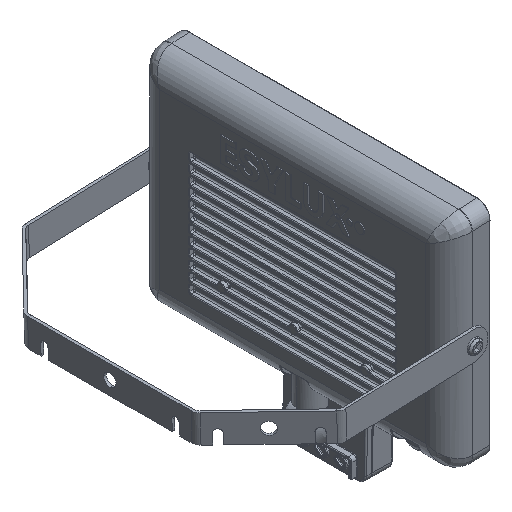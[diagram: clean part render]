
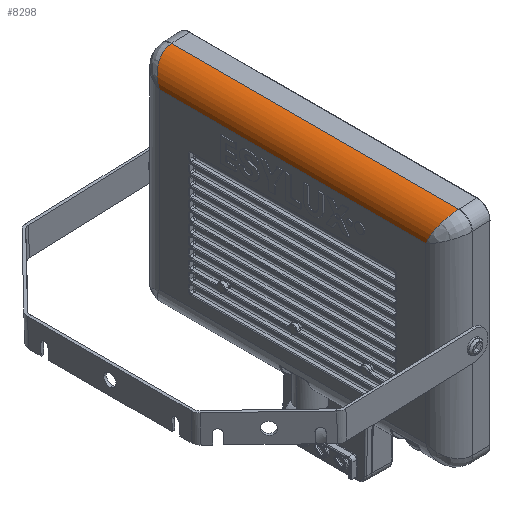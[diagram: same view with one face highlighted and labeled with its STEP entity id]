
A CAD part, isometric view. The second image highlights one B-rep face of the part: STEP entity #8298.
In plain terms, the highlighted cylindrical face has radius 18 mm (diameter 36 mm), a partial arc.
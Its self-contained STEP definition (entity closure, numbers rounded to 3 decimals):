
#3063=CARTESIAN_POINT('Vertex',(-31.5,102.,65.918)) ;
#3070=CARTESIAN_POINT('Vertex',(-31.5,-102.,65.918)) ;
#3073=CARTESIAN_POINT('Line Origine',(-31.5,0.,65.918)) ;
#8250=CARTESIAN_POINT('Axis2P3D Location',(-13.5,-0.002,65.918)) ;
#8256=CARTESIAN_POINT('Control Point',(-31.5,-102.,65.918)) ;
#8257=CARTESIAN_POINT('Control Point',(-31.5,-102.757,67.621)) ;
#8258=CARTESIAN_POINT('Control Point',(-31.299,-103.514,69.324)) ;
#8259=CARTESIAN_POINT('Control Point',(-30.896,-104.26,71.001)) ;
#8260=CARTESIAN_POINT('Control Point',(-29.757,-105.624,74.071)) ;
#8261=CARTESIAN_POINT('Control Point',(-27.932,-106.857,76.845)) ;
#8262=CARTESIAN_POINT('Control Point',(-26.924,-107.399,78.065)) ;
#8263=CARTESIAN_POINT('Control Point',(-24.209,-108.57,80.699)) ;
#8264=CARTESIAN_POINT('Control Point',(-20.81,-109.413,82.596)) ;
#8265=CARTESIAN_POINT('Control Point',(-18.66,-109.765,83.389)) ;
#8266=CARTESIAN_POINT('Control Point',(-16.401,-109.96,83.827)) ;
#8267=CARTESIAN_POINT('Control Point',(-14.128,-109.995,83.907)) ;
#8268=CARTESIAN_POINT('Vertex',(-14.128,-109.995,83.907)) ;
#8271=CARTESIAN_POINT('Line Origine',(-14.128,-0.002,83.907)) ;
#8275=CARTESIAN_POINT('Vertex',(-14.128,109.995,83.907)) ;
#8279=CARTESIAN_POINT('Control Point',(-31.5,102.,65.918)) ;
#8280=CARTESIAN_POINT('Control Point',(-31.5,102.757,67.621)) ;
#8281=CARTESIAN_POINT('Control Point',(-31.299,103.514,69.324)) ;
#8282=CARTESIAN_POINT('Control Point',(-30.896,104.26,71.001)) ;
#8283=CARTESIAN_POINT('Control Point',(-29.757,105.624,74.071)) ;
#8284=CARTESIAN_POINT('Control Point',(-27.932,106.857,76.845)) ;
#8285=CARTESIAN_POINT('Control Point',(-26.924,107.399,78.065)) ;
#8286=CARTESIAN_POINT('Control Point',(-24.209,108.57,80.699)) ;
#8287=CARTESIAN_POINT('Control Point',(-20.81,109.413,82.596)) ;
#8288=CARTESIAN_POINT('Control Point',(-18.66,109.765,83.389)) ;
#8289=CARTESIAN_POINT('Control Point',(-16.401,109.96,83.827)) ;
#8290=CARTESIAN_POINT('Control Point',(-14.128,109.995,83.907)) ;
#3074=DIRECTION('Vector Direction',(0.,1.,0.)) ;
#8251=DIRECTION('Axis2P3D Direction',(0.,1.,0.)) ;
#8252=DIRECTION('Axis2P3D XDirection',(-1.,0.,0.)) ;
#8272=DIRECTION('Vector Direction',(0.,1.,0.)) ;
#8253=AXIS2_PLACEMENT_3D('Cylinder Axis2P3D',#8250,#8251,#8252) ;
#8293=ORIENTED_EDGE('',*,*,#8270,.F.) ;
#8294=ORIENTED_EDGE('',*,*,#8277,.F.) ;
#8295=ORIENTED_EDGE('',*,*,#8291,.T.) ;
#8296=ORIENTED_EDGE('',*,*,#3077,.T.) ;
#3075=VECTOR('Line Direction',#3074,1.) ;
#8273=VECTOR('Line Direction',#8272,1.) ;
#8298=ADVANCED_FACE('1',(#8297),#8254,.T.) ;
#8255=B_SPLINE_CURVE_WITH_KNOTS('',5,(#8256,#8257,#8258,#8259,#8260,#8261,#8262,#8263,#8264,#8265,#8266,#8267),.UNSPECIFIED.,.F.,.U.,(6,3,3,6),(0.,13.181,24.918,41.004),.UNSPECIFIED.) ;
#8278=B_SPLINE_CURVE_WITH_KNOTS('',5,(#8279,#8280,#8281,#8282,#8283,#8284,#8285,#8286,#8287,#8288,#8289,#8290),.UNSPECIFIED.,.F.,.U.,(6,3,3,6),(0.,13.181,24.918,41.004),.UNSPECIFIED.) ;
#8254=CYLINDRICAL_SURFACE('generated cylinder',#8253,18.) ;
#3077=EDGE_CURVE('',#3064,#3071,#3076,.F.) ;
#8270=EDGE_CURVE('',#8269,#3071,#8255,.F.) ;
#8277=EDGE_CURVE('',#8276,#8269,#8274,.F.) ;
#8291=EDGE_CURVE('',#8276,#3064,#8278,.F.) ;
#8292=EDGE_LOOP('',(#8293,#8294,#8295,#8296)) ;
#8297=FACE_OUTER_BOUND('',#8292,.T.) ;
#3076=LINE('Line',#3073,#3075) ;
#8274=LINE('Line',#8271,#8273) ;
#3064=VERTEX_POINT('',#3063) ;
#3071=VERTEX_POINT('',#3070) ;
#8269=VERTEX_POINT('',#8268) ;
#8276=VERTEX_POINT('',#8275) ;
